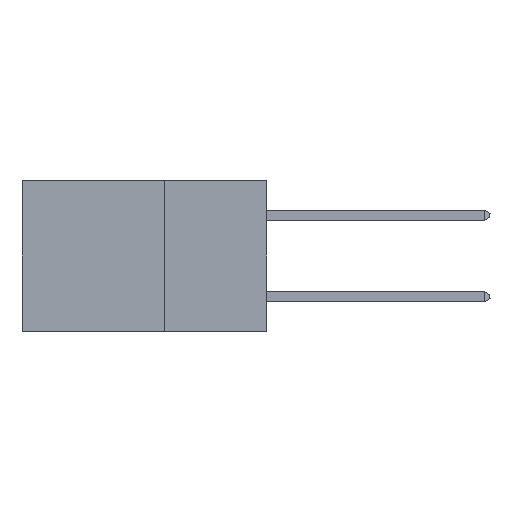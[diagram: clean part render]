
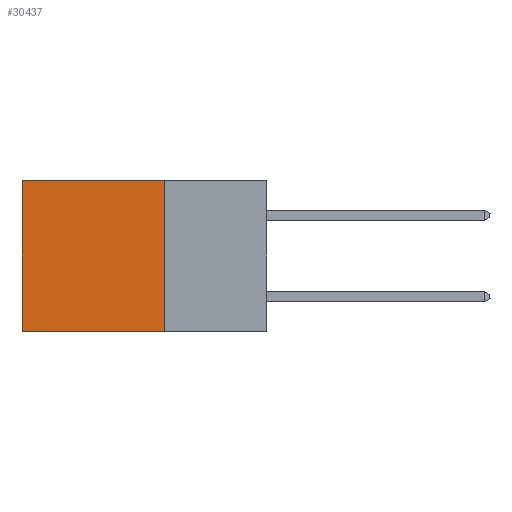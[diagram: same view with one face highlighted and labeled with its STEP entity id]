
A CAD part, left-side view. The second image highlights one B-rep face of the part: STEP entity #30437.
In plain terms, the highlighted planar face has unit normal (-1, 0, 0).
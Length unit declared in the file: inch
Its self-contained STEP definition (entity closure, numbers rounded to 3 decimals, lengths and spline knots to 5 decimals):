
#577 = CARTESIAN_POINT ( 'NONE',  ( 0.2875, 0.6, 0. ) ) ;
#2260 = CARTESIAN_POINT ( 'NONE',  ( 0.2875, 0.25, -0.37 ) ) ;
#2609 = DIRECTION ( 'NONE',  ( 0., 1., 0. ) ) ;
#2745 = VERTEX_POINT ( 'NONE', #17232 ) ;
#2943 = VECTOR ( 'NONE', #12778, 39.37008 ) ;
#8911 = VECTOR ( 'NONE', #2609, 39.37008 ) ;
#9687 = PLANE ( 'NONE',  #29441 ) ;
#10198 = ORIENTED_EDGE ( 'NONE', *, *, #27518, .F. ) ;
#12778 = DIRECTION ( 'NONE',  ( 0., 0., -1. ) ) ;
#15533 = LINE ( 'NONE', #45015, #30286 ) ;
#16775 = CARTESIAN_POINT ( 'NONE',  ( 0.2875, 0.25, -0.37 ) ) ;
#17185 = LINE ( 'NONE', #24199, #2943 ) ;
#17232 = CARTESIAN_POINT ( 'NONE',  ( 0.2875, 0.25, 0. ) ) ;
#17593 = EDGE_CURVE ( 'NONE', #37186, #33104, #15533, .T. ) ;
#17767 = VECTOR ( 'NONE', #34564, 39.37008 ) ;
#18488 = ORIENTED_EDGE ( 'NONE', *, *, #29213, .T. ) ;
#21246 = ORIENTED_EDGE ( 'NONE', *, *, #17593, .T. ) ;
#24199 = CARTESIAN_POINT ( 'NONE',  ( 0.2875, 0.25, 0. ) ) ;
#24286 = CARTESIAN_POINT ( 'NONE',  ( 0.2875, 0.25, 0. ) ) ;
#26251 = EDGE_LOOP ( 'NONE', ( #21246, #10198, #37242, #18488 ) ) ;
#27096 = CARTESIAN_POINT ( 'NONE',  ( 0.2875, 0.25, 0. ) ) ;
#27518 = EDGE_CURVE ( 'NONE', #27953, #33104, #41948, .T. ) ;
#27953 = VERTEX_POINT ( 'NONE', #2260 ) ;
#29213 = EDGE_CURVE ( 'NONE', #2745, #37186, #29722, .T. ) ;
#29441 = AXIS2_PLACEMENT_3D ( 'NONE', #24286, #31278, #38290 ) ;
#29722 = LINE ( 'NONE', #27096, #17767 ) ;
#30286 = VECTOR ( 'NONE', #33969, 39.37008 ) ;
#30437 = ADVANCED_FACE ( 'NONE', ( #39279 ), #9687, .F. ) ;
#31278 = DIRECTION ( 'NONE',  ( 1., 0., 0. ) ) ;
#33104 = VERTEX_POINT ( 'NONE', #46623 ) ;
#33969 = DIRECTION ( 'NONE',  ( 0., 0., -1. ) ) ;
#34564 = DIRECTION ( 'NONE',  ( 0., 1., 0. ) ) ;
#35147 = EDGE_CURVE ( 'NONE', #2745, #27953, #17185, .T. ) ;
#37186 = VERTEX_POINT ( 'NONE', #577 ) ;
#37242 = ORIENTED_EDGE ( 'NONE', *, *, #35147, .F. ) ;
#38290 = DIRECTION ( 'NONE',  ( 0., 0., -1. ) ) ;
#39279 = FACE_OUTER_BOUND ( 'NONE', #26251, .T. ) ;
#41948 = LINE ( 'NONE', #16775, #8911 ) ;
#45015 = CARTESIAN_POINT ( 'NONE',  ( 0.2875, 0.6, 0. ) ) ;
#46623 = CARTESIAN_POINT ( 'NONE',  ( 0.2875, 0.6, -0.37 ) ) ;
